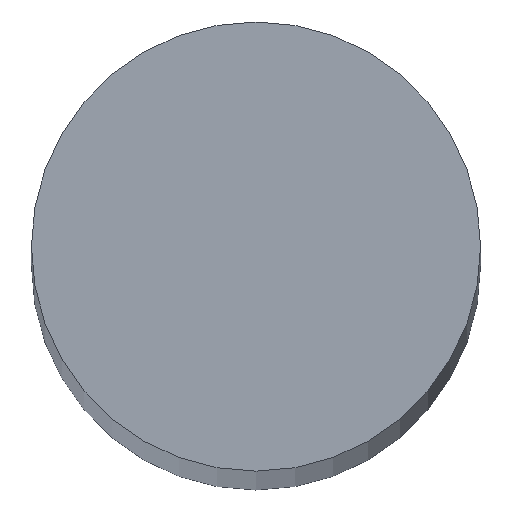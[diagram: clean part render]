
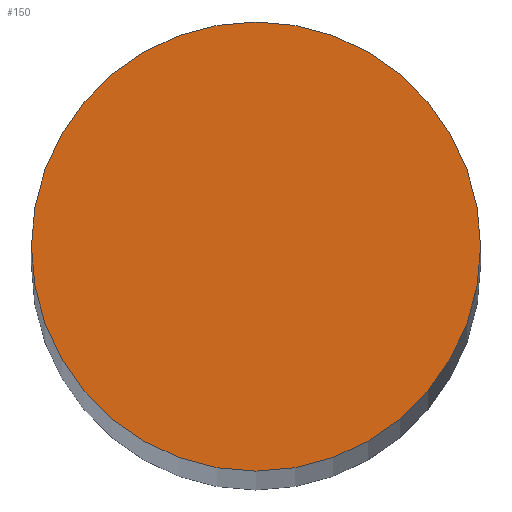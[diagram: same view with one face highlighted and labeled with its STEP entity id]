
A CAD part, top view. The second image highlights one B-rep face of the part: STEP entity #150.
In plain terms, the highlighted planar face has unit normal (0, 0, 1).
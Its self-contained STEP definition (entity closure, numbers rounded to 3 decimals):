
#19 = AXIS2_PLACEMENT_3D ( 'NONE', #81, #134, #20 ) ;
#20 = DIRECTION ( 'NONE',  ( 1., 0., 0. ) ) ;
#22 = CARTESIAN_POINT ( 'NONE',  ( -6., 0., 288.5 ) ) ;
#26 = CIRCLE ( 'NONE', #19, 6. ) ;
#35 = EDGE_CURVE ( 'NONE', #37, #167, #26, .T. ) ;
#37 = VERTEX_POINT ( 'NONE', #22 ) ;
#39 = CIRCLE ( 'NONE', #122, 6. ) ;
#41 = PLANE ( 'NONE',  #135 ) ;
#70 = EDGE_CURVE ( 'NONE', #167, #37, #39, .T. ) ;
#71 = ORIENTED_EDGE ( 'NONE', *, *, #35, .T. ) ;
#72 = DIRECTION ( 'NONE',  ( 1., 0., 0. ) ) ;
#81 = CARTESIAN_POINT ( 'NONE',  ( 0., 0., 288.5 ) ) ;
#98 = ORIENTED_EDGE ( 'NONE', *, *, #70, .T. ) ;
#103 = DIRECTION ( 'NONE',  ( 0., 0., 1. ) ) ;
#116 = DIRECTION ( 'NONE',  ( 0., 0., 1. ) ) ;
#117 = CARTESIAN_POINT ( 'NONE',  ( 0., 0., 288.5 ) ) ;
#122 = AXIS2_PLACEMENT_3D ( 'NONE', #142, #116, #72 ) ;
#128 = FACE_OUTER_BOUND ( 'NONE', #137, .T. ) ;
#134 = DIRECTION ( 'NONE',  ( 0., 0., 1. ) ) ;
#135 = AXIS2_PLACEMENT_3D ( 'NONE', #117, #103, #138 ) ;
#137 = EDGE_LOOP ( 'NONE', ( #71, #98 ) ) ;
#138 = DIRECTION ( 'NONE',  ( 1., 0., 0. ) ) ;
#142 = CARTESIAN_POINT ( 'NONE',  ( 0., 0., 288.5 ) ) ;
#150 = ADVANCED_FACE ( 'NONE', ( #128 ), #41, .T. ) ;
#156 = CARTESIAN_POINT ( 'NONE',  ( 6., 0., 288.5 ) ) ;
#167 = VERTEX_POINT ( 'NONE', #156 ) ;
